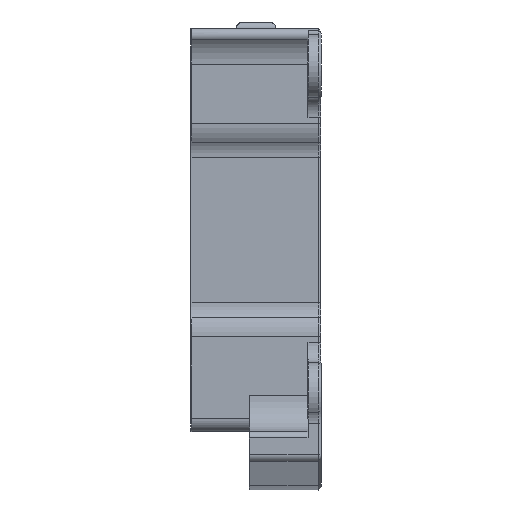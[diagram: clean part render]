
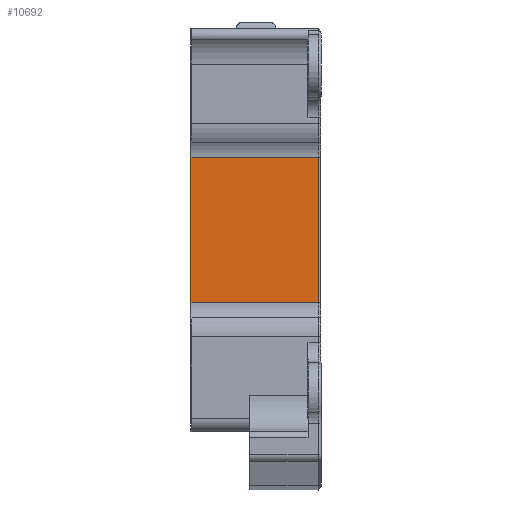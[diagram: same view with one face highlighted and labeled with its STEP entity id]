
A CAD part, front view. The second image highlights one B-rep face of the part: STEP entity #10692.
In plain terms, the highlighted face is planar.
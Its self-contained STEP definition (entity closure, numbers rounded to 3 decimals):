
#1438=ORIENTED_EDGE('',*,*,#4356,.T.);
#1439=ORIENTED_EDGE('',*,*,#4326,.T.);
#1440=ORIENTED_EDGE('',*,*,#4352,.T.);
#1441=ORIENTED_EDGE('',*,*,#4362,.F.);
#4326=EDGE_CURVE('',#5814,#5812,#6938,.T.);
#4352=EDGE_CURVE('',#5812,#5834,#6951,.T.);
#4356=EDGE_CURVE('',#5837,#5814,#6954,.T.);
#4362=EDGE_CURVE('',#5837,#5834,#6958,.T.);
#5812=VERTEX_POINT('',#16429);
#5814=VERTEX_POINT('',#16435);
#5834=VERTEX_POINT('',#16492);
#5837=VERTEX_POINT('',#16500);
#6938=LINE('',#16438,#7976);
#6951=LINE('',#16491,#7989);
#6954=LINE('',#16499,#7992);
#6958=LINE('',#16511,#7996);
#7976=VECTOR('',#13475,1000.);
#7989=VECTOR('',#13532,1000.);
#7992=VECTOR('',#13539,1000.);
#7996=VECTOR('',#13553,1000.);
#8890=EDGE_LOOP('',(#1438,#1439,#1440,#1441));
#9611=FACE_BOUND('',#8890,.T.);
#10298=PLANE('',#12166);
#10692=ADVANCED_FACE('',(#9611),#10298,.T.);
#12166=AXIS2_PLACEMENT_3D('',#16510,#13551,#13552);
#13475=DIRECTION('',(-1.,0.,0.));
#13532=DIRECTION('',(0.,0.,1.));
#13539=DIRECTION('',(0.,0.,-1.));
#13551=DIRECTION('',(0.,1.,0.));
#13552=DIRECTION('',(0.,0.,1.));
#13553=DIRECTION('',(-1.,0.,0.));
#16429=CARTESIAN_POINT('',(19.414,57.265,0.4));
#16435=CARTESIAN_POINT('',(41.78,57.265,0.4));
#16438=CARTESIAN_POINT('',(43.19,57.265,0.4));
#16491=CARTESIAN_POINT('',(19.414,57.265,20.));
#16492=CARTESIAN_POINT('',(19.414,57.265,20.));
#16499=CARTESIAN_POINT('',(41.78,57.265,0.));
#16500=CARTESIAN_POINT('',(41.78,57.265,20.));
#16510=CARTESIAN_POINT('',(43.19,57.265,0.));
#16511=CARTESIAN_POINT('',(43.19,57.265,20.));
